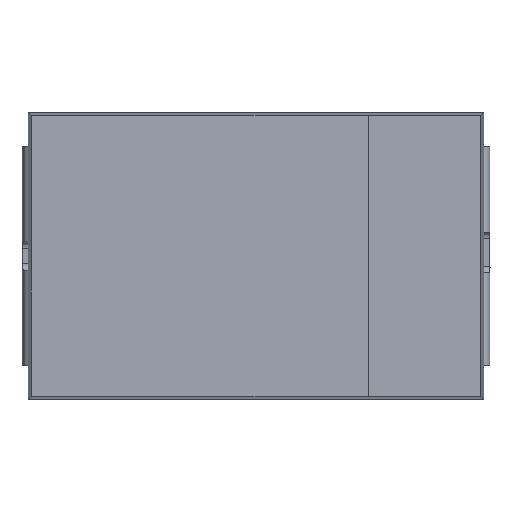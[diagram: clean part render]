
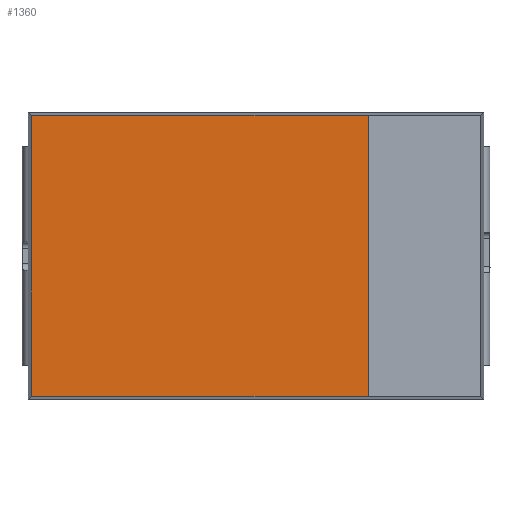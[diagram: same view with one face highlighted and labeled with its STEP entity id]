
A CAD part, top view. The second image highlights one B-rep face of the part: STEP entity #1360.
In plain terms, the highlighted planar face has unit normal (0, 0, 1).
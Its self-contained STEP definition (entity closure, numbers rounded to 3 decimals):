
#108=FACE_OUTER_BOUND('',#193,.T.);
#193=EDGE_LOOP('',(#956,#957,#958,#959));
#261=LINE('',#1985,#420);
#298=LINE('',#2061,#457);
#300=LINE('',#2064,#459);
#301=LINE('',#2065,#460);
#420=VECTOR('',#1597,10.);
#457=VECTOR('',#1664,10.);
#459=VECTOR('',#1668,10.);
#460=VECTOR('',#1669,10.);
#579=VERTEX_POINT('',#1983);
#580=VERTEX_POINT('',#1984);
#603=VERTEX_POINT('',#2058);
#604=VERTEX_POINT('',#2060);
#691=EDGE_CURVE('',#579,#580,#261,.T.);
#728=EDGE_CURVE('',#603,#604,#298,.T.);
#730=EDGE_CURVE('',#604,#580,#300,.T.);
#731=EDGE_CURVE('',#579,#603,#301,.T.);
#956=ORIENTED_EDGE('',*,*,#691,.T.);
#957=ORIENTED_EDGE('',*,*,#730,.F.);
#958=ORIENTED_EDGE('',*,*,#728,.F.);
#959=ORIENTED_EDGE('',*,*,#731,.F.);
#1298=PLANE('',#1494);
#1360=ADVANCED_FACE('',(#108),#1298,.T.);
#1494=AXIS2_PLACEMENT_3D('',#2063,#1666,#1667);
#1597=DIRECTION('',(0.,1.,0.));
#1664=DIRECTION('',(0.,1.,0.));
#1666=DIRECTION('center_axis',(0.,0.,1.));
#1667=DIRECTION('ref_axis',(1.,0.,0.));
#1668=DIRECTION('',(1.,0.,0.));
#1669=DIRECTION('',(-1.,0.,0.));
#1983=CARTESIAN_POINT('',(1.8,-2.25,1.9));
#1984=CARTESIAN_POINT('',(1.8,2.25,1.9));
#1985=CARTESIAN_POINT('',(1.8,-1.125,1.9));
#2058=CARTESIAN_POINT('',(-3.6,-2.25,1.9));
#2060=CARTESIAN_POINT('',(-3.6,2.25,1.9));
#2061=CARTESIAN_POINT('',(-3.6,1.15,1.9));
#2063=CARTESIAN_POINT('Origin',(0.,0.,
1.9));
#2064=CARTESIAN_POINT('',(1.825,2.25,1.9));
#2065=CARTESIAN_POINT('',(-1.825,-2.25,1.9));
